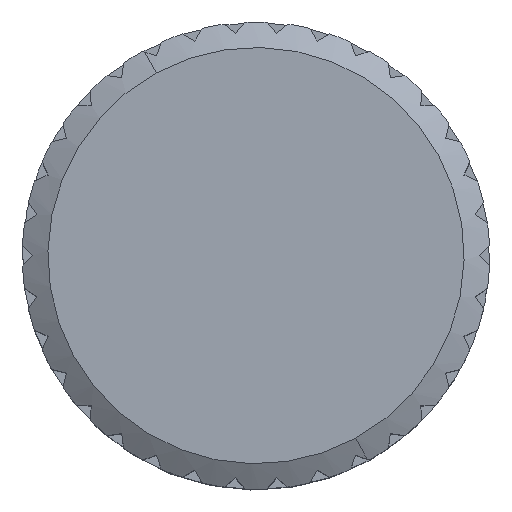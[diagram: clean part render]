
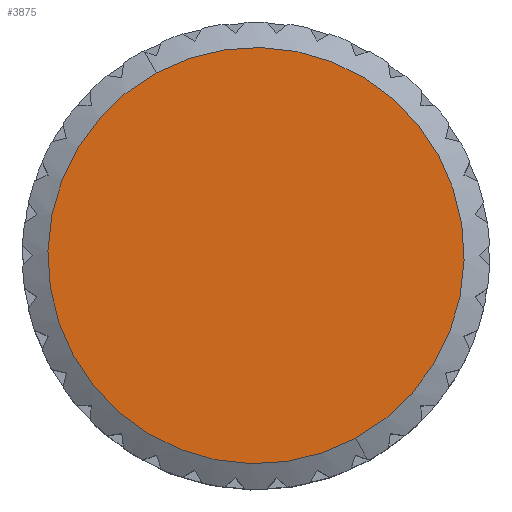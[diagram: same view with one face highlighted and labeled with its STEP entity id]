
A CAD part, top view. The second image highlights one B-rep face of the part: STEP entity #3875.
In plain terms, the highlighted planar face has unit normal (0, 0, 1).
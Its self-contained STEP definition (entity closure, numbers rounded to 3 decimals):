
#3730=CARTESIAN_POINT('Vertex',(2.349,-4.3,38.738)) ;
#3733=CARTESIAN_POINT('Axis2P3D Location',(0.,0.,38.738)) ;
#3737=CARTESIAN_POINT('Vertex',(-2.349,4.3,38.738)) ;
#3803=CARTESIAN_POINT('Axis2P3D Location',(0.,0.,38.738)) ;
#3866=CARTESIAN_POINT('Axis2P3D Location',(0.,4.9,38.738)) ;
#3734=DIRECTION('Axis2P3D Direction',(0.,0.,-1.)) ;
#3804=DIRECTION('Axis2P3D Direction',(0.,0.,-1.)) ;
#3867=DIRECTION('Axis2P3D Direction',(0.,0.,1.)) ;
#3868=DIRECTION('Axis2P3D XDirection',(1.,0.,0.)) ;
#3735=AXIS2_PLACEMENT_3D('Circle Axis2P3D',#3733,#3734,$) ;
#3805=AXIS2_PLACEMENT_3D('Circle Axis2P3D',#3803,#3804,$) ;
#3869=AXIS2_PLACEMENT_3D('Plane Axis2P3D',#3866,#3867,#3868) ;
#3872=ORIENTED_EDGE('',*,*,#3807,.T.) ;
#3873=ORIENTED_EDGE('',*,*,#3739,.T.) ;
#3875=ADVANCED_FACE('PartBody',(#3874),#3870,.T.) ;
#3736=CIRCLE('generated circle',#3735,4.9) ;
#3806=CIRCLE('generated circle',#3805,4.9) ;
#3739=EDGE_CURVE('',#3738,#3731,#3736,.F.) ;
#3807=EDGE_CURVE('',#3731,#3738,#3806,.F.) ;
#3871=EDGE_LOOP('',(#3872,#3873)) ;
#3874=FACE_OUTER_BOUND('',#3871,.T.) ;
#3870=PLANE('',#3869) ;
#3731=VERTEX_POINT('',#3730) ;
#3738=VERTEX_POINT('',#3737) ;
